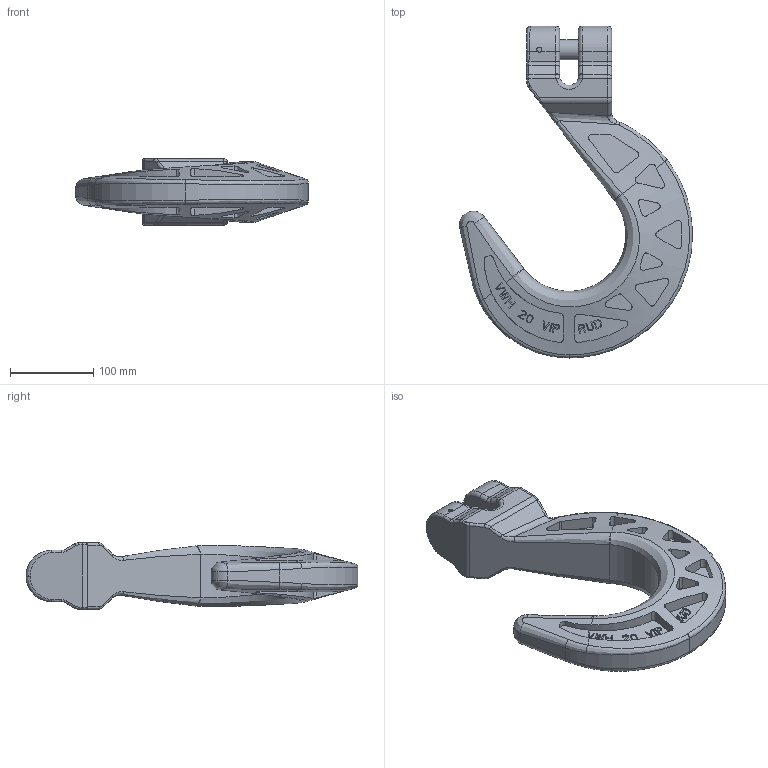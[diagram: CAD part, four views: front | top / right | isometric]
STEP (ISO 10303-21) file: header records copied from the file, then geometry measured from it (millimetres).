
FILE_DESCRIPTION((''),'2;1');
FILE_NAME('001-M33382-P-2','2016-06-13T',('Andreas.Wendler'),(''),'PRO/ENGINEER BY PARAMETRIC TECHNOLOGY CORPORATION, 2010140','PRO/ENGINEER BY PARAMETRIC TECHNOLOGY CORPORATION, 2010140','');
FILE_SCHEMA(('CONFIG_CONTROL_DESIGN'));
Length unit declared in the file: millimetre
Products named in the file (1): 001-M33382-P-2
Bounding box: 279.43 x 398 x 80 mm (x, y, z)
Volume: 2131001 mm3; surface area: 194250.9 mm2
Topology: 1 solids, 1 shells, 509 faces, 1348 edges, 870 vertices
Faces by surface type: plane 290, cylinder 105, bspline 64, cone 35, torus 15
Entity records: 29024 total; most frequent: CARTESIAN_POINT 18109, ORIENTED_EDGE 2696, DIRECTION 1571, EDGE_CURVE 1348, VERTEX_POINT 870, B_SPLINE_CURVE_WITH_KNOTS 797, AXIS2_PLACEMENT_3D 575, EDGE_LOOP 540
